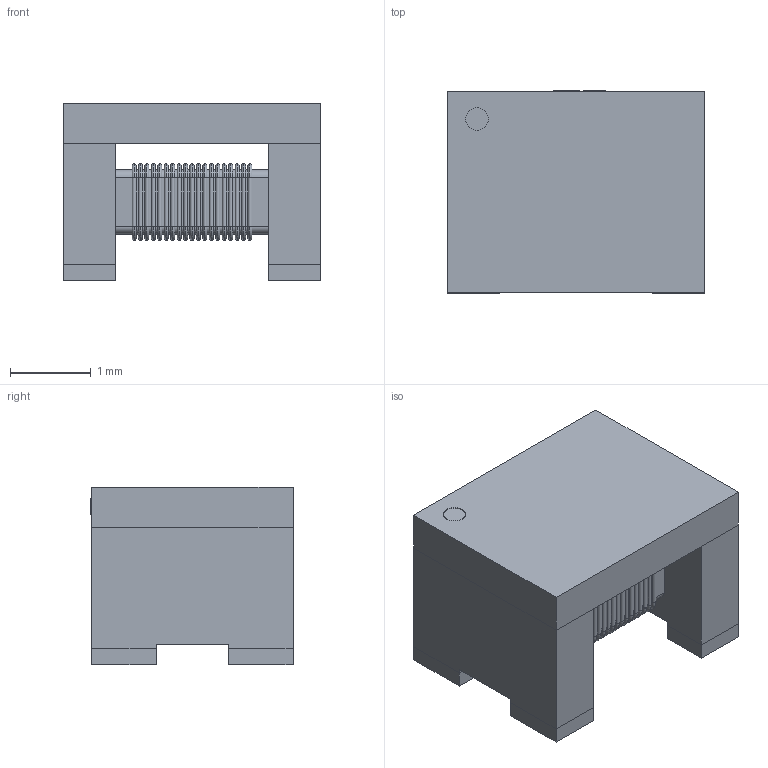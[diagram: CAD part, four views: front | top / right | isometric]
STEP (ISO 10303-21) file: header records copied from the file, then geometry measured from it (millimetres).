
FILE_DESCRIPTION (( 'STEP AP214' ), '1' );
FILE_NAME ('FILTER-SMD_3225-4P-L3.2-W2.5-H2.2-TL.step', '2022-06-24T02:50:16', ( '' ), ( '' ), 'SwSTEP 2.0', 'SolidWorks 2020', '' );
FILE_SCHEMA (( 'AUTOMOTIVE_DESIGN' ));
Length unit declared in the file: millimetre
Products named in the file (1): FILTER-SMD_3225-4P-L3.2-W2.5-H2.2-TL
Bounding box: 3.2 x 2.51 x 2.2 mm (x, y, z)
Volume: 11.2 mm3; surface area: 71.1 mm2
Topology: 25 solids, 25 shells, 694 faces, 1769 edges, 1116 vertices
Faces by surface type: plane 234, cylinder 196, torus 152, bspline 112
Entity records: 30183 total; most frequent: CARTESIAN_POINT 5684, ORIENTED_EDGE 3538, DIRECTION 3365, EDGE_CURVE 1769, AXIS2_PLACEMENT_3D 1241, VERTEX_POINT 1116, LINE 883, VECTOR 883
